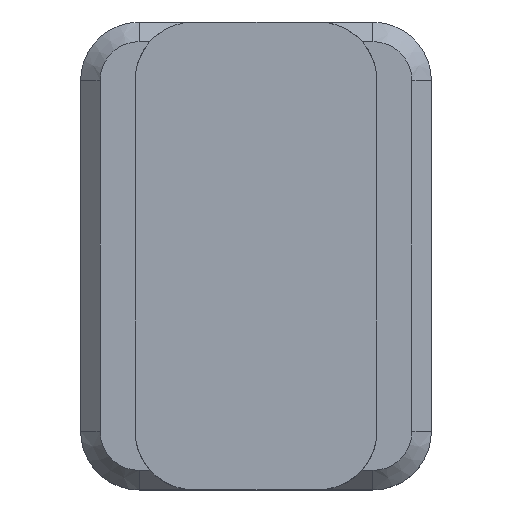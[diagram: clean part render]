
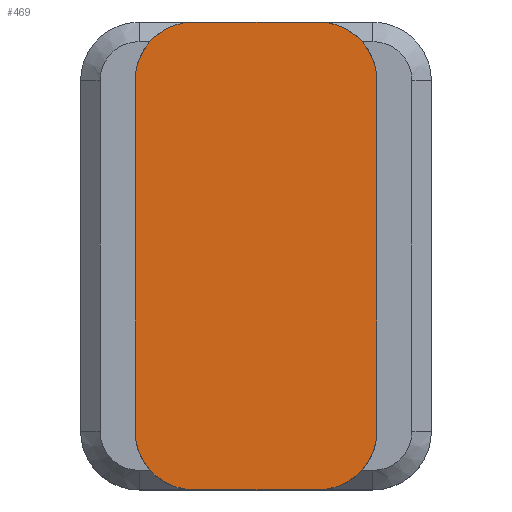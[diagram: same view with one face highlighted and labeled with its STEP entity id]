
A CAD part, top view. The second image highlights one B-rep face of the part: STEP entity #469.
In plain terms, the highlighted planar face has unit normal (0, 0, 1).
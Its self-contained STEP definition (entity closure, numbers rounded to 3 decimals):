
#31=FACE_OUTER_BOUND('',#59,.T.);
#59=EDGE_LOOP('',(#313,#314,#315,#316,#317,#318,#319,#320));
#87=LINE('',#721,#133);
#88=LINE('',#725,#134);
#89=LINE('',#729,#135);
#90=LINE('',#732,#136);
#133=VECTOR('',#569,10.);
#134=VECTOR('',#572,10.);
#135=VECTOR('',#575,10.);
#136=VECTOR('',#578,10.);
#179=CIRCLE('',#512,3.);
#180=CIRCLE('',#513,3.);
#181=CIRCLE('',#514,3.);
#182=CIRCLE('',#515,3.);
#199=VERTEX_POINT('',#717);
#200=VERTEX_POINT('',#718);
#201=VERTEX_POINT('',#720);
#202=VERTEX_POINT('',#722);
#203=VERTEX_POINT('',#724);
#204=VERTEX_POINT('',#726);
#205=VERTEX_POINT('',#728);
#206=VERTEX_POINT('',#730);
#243=EDGE_CURVE('',#199,#200,#179,.T.);
#244=EDGE_CURVE('',#200,#201,#87,.T.);
#245=EDGE_CURVE('',#201,#202,#180,.T.);
#246=EDGE_CURVE('',#202,#203,#88,.T.);
#247=EDGE_CURVE('',#203,#204,#181,.T.);
#248=EDGE_CURVE('',#204,#205,#89,.T.);
#249=EDGE_CURVE('',#205,#206,#182,.T.);
#250=EDGE_CURVE('',#206,#199,#90,.T.);
#313=ORIENTED_EDGE('',*,*,#243,.T.);
#314=ORIENTED_EDGE('',*,*,#244,.T.);
#315=ORIENTED_EDGE('',*,*,#245,.T.);
#316=ORIENTED_EDGE('',*,*,#246,.T.);
#317=ORIENTED_EDGE('',*,*,#247,.T.);
#318=ORIENTED_EDGE('',*,*,#248,.T.);
#319=ORIENTED_EDGE('',*,*,#249,.T.);
#320=ORIENTED_EDGE('',*,*,#250,.T.);
#453=PLANE('',#511);
#469=ADVANCED_FACE('',(#31),#453,.F.);
#511=AXIS2_PLACEMENT_3D('',#716,#565,#566);
#512=AXIS2_PLACEMENT_3D('',#719,#567,#568);
#513=AXIS2_PLACEMENT_3D('',#723,#570,#571);
#514=AXIS2_PLACEMENT_3D('',#727,#573,#574);
#515=AXIS2_PLACEMENT_3D('',#731,#576,#577);
#565=DIRECTION('center_axis',(0.,0.,-1.));
#566=DIRECTION('ref_axis',(1.,0.,0.));
#567=DIRECTION('center_axis',(0.,0.,1.));
#568=DIRECTION('ref_axis',(-0.707,0.707,0.));
#569=DIRECTION('',(0.,-1.,0.));
#570=DIRECTION('center_axis',(0.,0.,1.));
#571=DIRECTION('ref_axis',(-0.707,-0.707,0.));
#572=DIRECTION('',(1.,0.,0.));
#573=DIRECTION('center_axis',(0.,0.,1.));
#574=DIRECTION('ref_axis',(0.707,-0.707,0.));
#575=DIRECTION('',(0.,1.,0.));
#576=DIRECTION('center_axis',(0.,0.,1.));
#577=DIRECTION('ref_axis',(0.707,0.707,0.));
#578=DIRECTION('',(-1.,0.,0.));
#716=CARTESIAN_POINT('Origin',(50.182,13.701,0.1));
#717=CARTESIAN_POINT('',(46.982,25.701,0.1));
#718=CARTESIAN_POINT('',(43.982,22.701,0.1));
#719=CARTESIAN_POINT('Origin',(46.982,22.701,0.1));
#720=CARTESIAN_POINT('',(43.982,4.701,0.1));
#721=CARTESIAN_POINT('',(43.982,1.701,0.1));
#722=CARTESIAN_POINT('',(46.982,1.701,0.1));
#723=CARTESIAN_POINT('Origin',(46.982,4.701,0.1));
#724=CARTESIAN_POINT('',(53.382,1.701,0.1));
#725=CARTESIAN_POINT('',(56.382,1.701,0.1));
#726=CARTESIAN_POINT('',(56.382,4.701,0.1));
#727=CARTESIAN_POINT('Origin',(53.382,4.701,0.1));
#728=CARTESIAN_POINT('',(56.382,22.701,0.1));
#729=CARTESIAN_POINT('',(56.382,25.701,0.1));
#730=CARTESIAN_POINT('',(53.382,25.701,0.1));
#731=CARTESIAN_POINT('Origin',(53.382,22.701,0.1));
#732=CARTESIAN_POINT('',(43.982,25.701,0.1));
